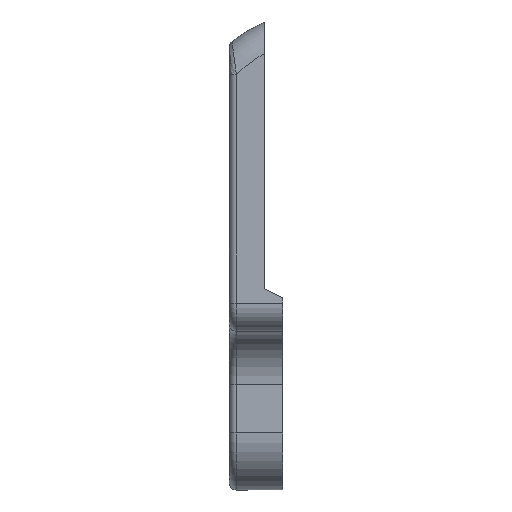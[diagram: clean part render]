
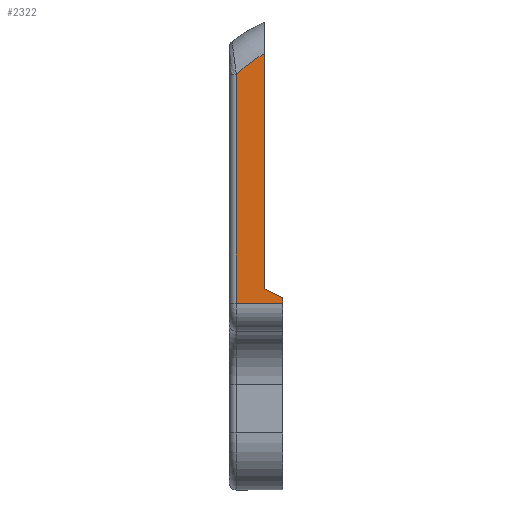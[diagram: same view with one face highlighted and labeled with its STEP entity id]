
A CAD part, top view. The second image highlights one B-rep face of the part: STEP entity #2322.
In plain terms, the highlighted planar face has unit normal (0, 0, 1).
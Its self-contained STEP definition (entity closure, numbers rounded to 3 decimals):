
#140=CIRCLE('',#2535,7.65);
#141=CIRCLE('',#2536,7.85);
#256=FACE_OUTER_BOUND('',#393,.T.);
#393=EDGE_LOOP('',(#1896,#1897,#1898,#1899,#1900,#1901,#1902));
#537=LINE('',#3543,#771);
#568=LINE('',#3669,#802);
#580=LINE('',#3740,#814);
#591=LINE('',#3826,#825);
#596=LINE('',#4110,#830);
#771=VECTOR('',#2828,10.);
#802=VECTOR('',#2907,10.);
#814=VECTOR('',#2925,10.);
#825=VECTOR('',#2992,10.);
#830=VECTOR('',#3005,10.);
#1017=VERTEX_POINT('',#3540);
#1018=VERTEX_POINT('',#3542);
#1052=VERTEX_POINT('',#3666);
#1053=VERTEX_POINT('',#3668);
#1068=VERTEX_POINT('',#3729);
#1076=VERTEX_POINT('',#3820);
#1077=VERTEX_POINT('',#3824);
#1265=EDGE_CURVE('',#1018,#1017,#537,.T.);
#1312=EDGE_CURVE('',#1052,#1053,#568,.T.);
#1331=EDGE_CURVE('',#1068,#1052,#580,.T.);
#1357=EDGE_CURVE('',#1076,#1077,#591,.T.);
#1369=EDGE_CURVE('',#1018,#1076,#596,.T.);
#1379=EDGE_CURVE('',#1053,#1017,#140,.T.);
#1380=EDGE_CURVE('',#1077,#1068,#141,.T.);
#1896=ORIENTED_EDGE('',*,*,#1357,.F.);
#1897=ORIENTED_EDGE('',*,*,#1369,.F.);
#1898=ORIENTED_EDGE('',*,*,#1265,.T.);
#1899=ORIENTED_EDGE('',*,*,#1379,.F.);
#1900=ORIENTED_EDGE('',*,*,#1312,.F.);
#1901=ORIENTED_EDGE('',*,*,#1331,.F.);
#1902=ORIENTED_EDGE('',*,*,#1380,.F.);
#2205=PLANE('',#2534);
#2322=ADVANCED_FACE('',(#256),#2205,.T.);
#2534=AXIS2_PLACEMENT_3D('',#4130,#3032,#3033);
#2535=AXIS2_PLACEMENT_3D('',#4131,#3034,#3035);
#2536=AXIS2_PLACEMENT_3D('',#4132,#3036,#3037);
#2828=DIRECTION('',(0.,1.,0.));
#2907=DIRECTION('',(0.,-1.,0.));
#2925=DIRECTION('',(0.,-1.,0.));
#2992=DIRECTION('',(0.,1.,0.));
#3005=DIRECTION('',(-1.,0.,0.));
#3032=DIRECTION('center_axis',(0.,0.,1.));
#3033=DIRECTION('ref_axis',(-1.,0.,0.));
#3034=DIRECTION('center_axis',(0.,0.,1.));
#3035=DIRECTION('ref_axis',(-1.,0.,0.));
#3036=DIRECTION('center_axis',(0.,0.,-1.));
#3037=DIRECTION('ref_axis',(-0.499,0.867,0.));
#3540=CARTESIAN_POINT('',(-21.884,2.106,42.45));
#3542=CARTESIAN_POINT('',(-21.884,1.795,42.45));
#3543=CARTESIAN_POINT('',(-21.884,0.195,42.45));
#3666=CARTESIAN_POINT('',(-22.923,15.793,42.45));
#3668=CARTESIAN_POINT('',(-22.923,2.617,42.45));
#3669=CARTESIAN_POINT('',(-22.923,15.793,42.45));
#3729=CARTESIAN_POINT('',(-22.923,16.024,42.45));
#3740=CARTESIAN_POINT('',(-22.923,17.818,42.45));
#3820=CARTESIAN_POINT('',(-24.523,1.795,42.45));
#3824=CARTESIAN_POINT('',(-24.523,14.817,42.45));
#3826=CARTESIAN_POINT('',(-24.523,5.929,42.45));
#4110=CARTESIAN_POINT('',(-20.459,1.795,42.45));
#4130=CARTESIAN_POINT('Origin',(-19.034,9.205,42.45));
#4131=CARTESIAN_POINT('Origin',(-19.034,9.205,42.45));
#4132=CARTESIAN_POINT('Origin',(-19.034,9.205,42.45));
